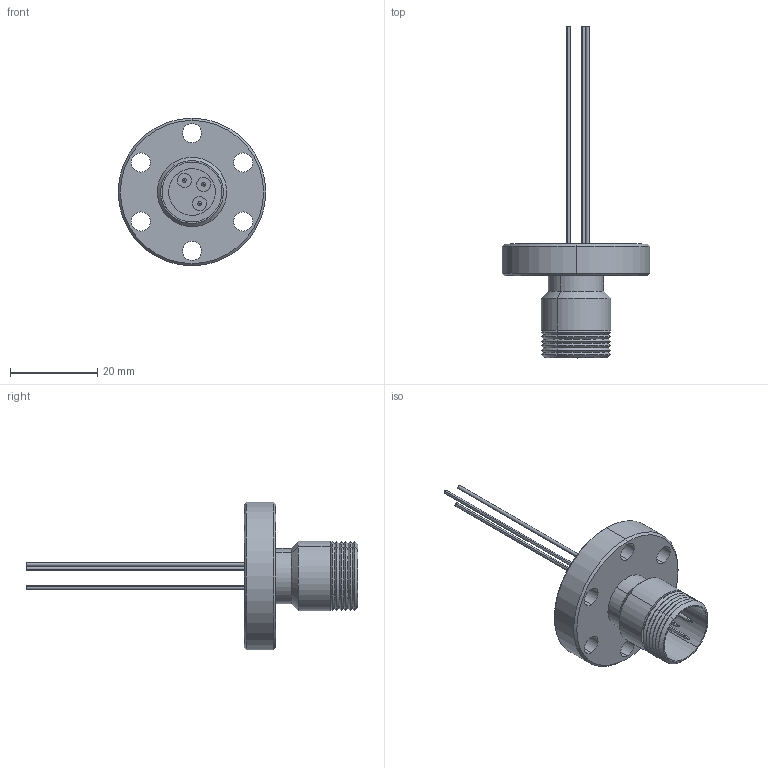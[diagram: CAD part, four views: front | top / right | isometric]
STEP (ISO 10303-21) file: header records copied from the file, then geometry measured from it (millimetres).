
FILE_DESCRIPTION (( 'STEP AP203' ), '1' );
FILE_NAME ('A1621-1-CF.STEP', '2012-11-14T20:05:18', ( '' ), ( '' ), 'SwSTEP 2.0', 'SolidWorks 2012', '' );
FILE_SCHEMA (( 'CONFIG_CONTROL_DESIGN' ));
Length unit declared in the file: inch
Products named in the file (1): A1621-1-CF
Bounding box: 33.78 x 75.95 x 33.78 mm (x, y, z)
Volume: 6232.6 mm3; surface area: 5913.7 mm2
Topology: 1 solids, 4 shells, 146 faces, 314 edges, 194 vertices
Faces by surface type: cylinder 64, cone 50, plane 26, bspline 6
Entity records: 4179 total; most frequent: DIRECTION 784, CARTESIAN_POINT 763, ORIENTED_EDGE 628, AXIS2_PLACEMENT_3D 335, EDGE_CURVE 314, CIRCLE 194, VERTEX_POINT 194, EDGE_LOOP 182
